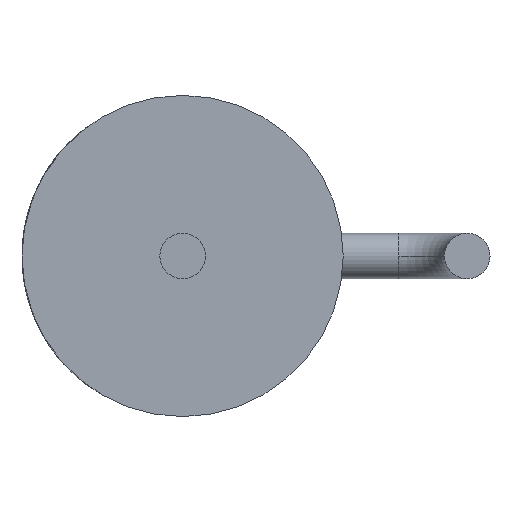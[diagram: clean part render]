
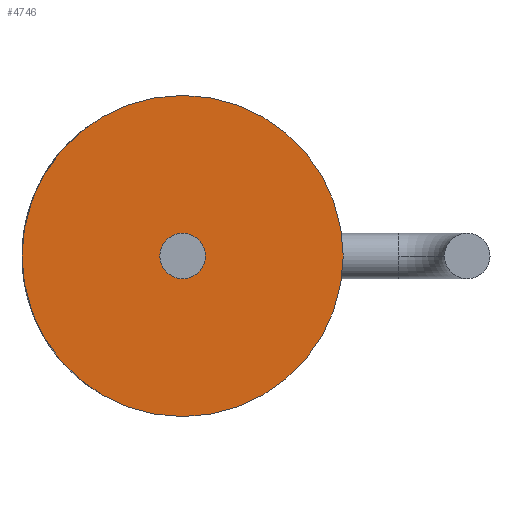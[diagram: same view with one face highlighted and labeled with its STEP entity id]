
A CAD part, front view. The second image highlights one B-rep face of the part: STEP entity #4746.
In plain terms, the highlighted planar face has unit normal (0, -1, 0).
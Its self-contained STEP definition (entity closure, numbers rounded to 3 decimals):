
#18 = EDGE_CURVE ( 'NONE', #2835, #3659, #325, .T. ) ;
#71 = PLANE ( 'NONE',  #3648 ) ;
#74 = CARTESIAN_POINT ( 'NONE',  ( 0., 2., 0. ) ) ;
#128 = CARTESIAN_POINT ( 'NONE',  ( 0., 2., 0. ) ) ;
#168 = ORIENTED_EDGE ( 'NONE', *, *, #1881, .F. ) ;
#325 = CIRCLE ( 'NONE', #1704, 0.61 ) ;
#367 = CIRCLE ( 'NONE', #3983, 4.3 ) ;
#776 = AXIS2_PLACEMENT_3D ( 'NONE', #128, #4662, #5068 ) ;
#840 = DIRECTION ( 'NONE',  ( 0., 0., 1. ) ) ;
#935 = VERTEX_POINT ( 'NONE', #2697 ) ;
#1082 = ORIENTED_EDGE ( 'NONE', *, *, #18, .F. ) ;
#1485 = EDGE_LOOP ( 'NONE', ( #2177, #3344 ) ) ;
#1606 = EDGE_CURVE ( 'NONE', #1890, #935, #3676, .T. ) ;
#1677 = CARTESIAN_POINT ( 'NONE',  ( -0.61, 2., 0. ) ) ;
#1704 = AXIS2_PLACEMENT_3D ( 'NONE', #2618, #2567, #3024 ) ;
#1881 = EDGE_CURVE ( 'NONE', #3659, #2835, #4338, .T. ) ;
#1890 = VERTEX_POINT ( 'NONE', #2174 ) ;
#1922 = FACE_BOUND ( 'NONE', #2257, .T. ) ;
#2134 = EDGE_CURVE ( 'NONE', #935, #1890, #367, .T. ) ;
#2174 = CARTESIAN_POINT ( 'NONE',  ( 0., 2., 4.3 ) ) ;
#2177 = ORIENTED_EDGE ( 'NONE', *, *, #2134, .F. ) ;
#2257 = EDGE_LOOP ( 'NONE', ( #1082, #168 ) ) ;
#2567 = DIRECTION ( 'NONE',  ( 0., -1., 0. ) ) ;
#2618 = CARTESIAN_POINT ( 'NONE',  ( 0., 2., 0. ) ) ;
#2697 = CARTESIAN_POINT ( 'NONE',  ( 0., 2., -4.3 ) ) ;
#2699 = CARTESIAN_POINT ( 'NONE',  ( 0.61, 2., 0. ) ) ;
#2761 = DIRECTION ( 'NONE',  ( 0., 1., 0. ) ) ;
#2835 = VERTEX_POINT ( 'NONE', #2699 ) ;
#3024 = DIRECTION ( 'NONE',  ( 0., 0., 1. ) ) ;
#3216 = CARTESIAN_POINT ( 'NONE',  ( 0., 2., 0. ) ) ;
#3344 = ORIENTED_EDGE ( 'NONE', *, *, #1606, .F. ) ;
#3424 = AXIS2_PLACEMENT_3D ( 'NONE', #3588, #4788, #840 ) ;
#3588 = CARTESIAN_POINT ( 'NONE',  ( 0., 2., 0. ) ) ;
#3619 = DIRECTION ( 'NONE',  ( 0., 0., 1. ) ) ;
#3648 = AXIS2_PLACEMENT_3D ( 'NONE', #3216, #4867, #4020 ) ;
#3659 = VERTEX_POINT ( 'NONE', #1677 ) ;
#3676 = CIRCLE ( 'NONE', #3424, 4.3 ) ;
#3983 = AXIS2_PLACEMENT_3D ( 'NONE', #74, #2761, #3619 ) ;
#4020 = DIRECTION ( 'NONE',  ( 0., 0., 1. ) ) ;
#4338 = CIRCLE ( 'NONE', #776, 0.61 ) ;
#4662 = DIRECTION ( 'NONE',  ( 0., -1., 0. ) ) ;
#4746 = ADVANCED_FACE ( 'NONE', ( #1922, #5187 ), #71, .F. ) ;
#4788 = DIRECTION ( 'NONE',  ( 0., 1., 0. ) ) ;
#4867 = DIRECTION ( 'NONE',  ( 0., 1., 0. ) ) ;
#5068 = DIRECTION ( 'NONE',  ( 0., 0., 1. ) ) ;
#5187 = FACE_OUTER_BOUND ( 'NONE', #1485, .T. ) ;
